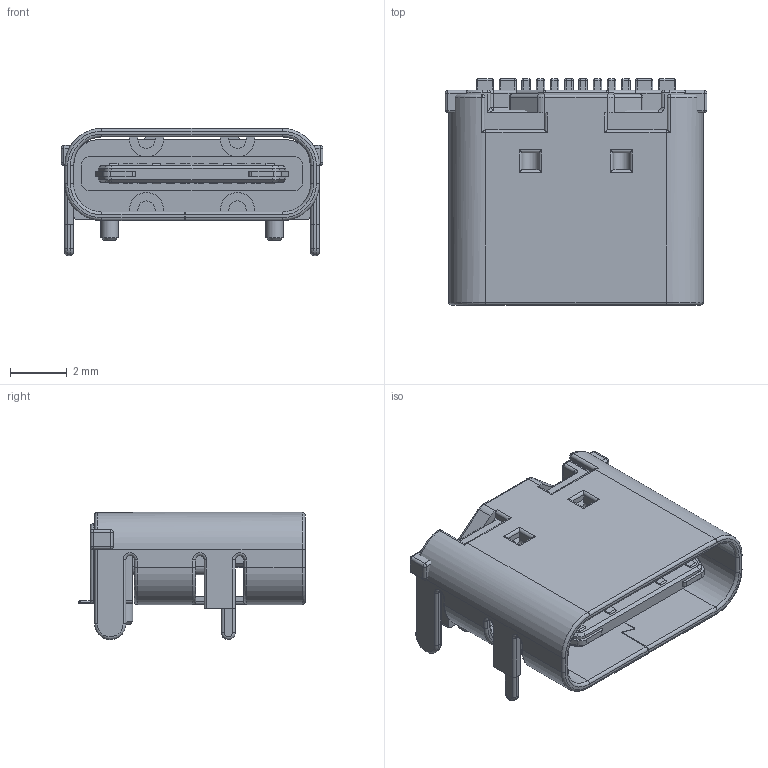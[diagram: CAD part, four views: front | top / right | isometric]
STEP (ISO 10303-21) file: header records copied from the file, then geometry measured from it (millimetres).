
FILE_DESCRIPTION(('HOOPS Exchange Step'),'2;1');
FILE_NAME('temp_export','2025-06-26T11:43:43+07:00',('Admin'),('Shapr3D Limited'),'HOOPS Exchange 2024.8','Shapr3D','Authorized');
FILE_SCHEMA( ('AP242_MANAGED_MODEL_BASED_3D_ENGINEERING_MIM_LF {1 0 10303 442 1 1 4}') );
Length unit declared in the file: millimetre
Products named in the file (2): USB_type_C_smd_12p.stp; root
Assembly tree (1 placements, depth 2):
  root
    USB_type_C_smd_12p.stp
Bounding box: 9.2 x 7.95 x 4.47 mm (x, y, z)
Volume: 112.6 mm3; surface area: 497 mm2
Topology: 4 solids, 4 shells, 754 faces, 2022 edges, 1213 vertices
Faces by surface type: plane 349, cylinder 287, torus 58, sphere 49, cone 10, bspline 1
Full cylindrical faces by diameter (mm): 0.6 x2
Entity records: 23481 total; most frequent: CARTESIAN_POINT 4309, DIRECTION 4093, ORIENTED_EDGE 3946, EDGE_CURVE 1973, AXIS2_PLACEMENT_3D 1393, VECTOR 1307, LINE 1307, VERTEX_POINT 1213
